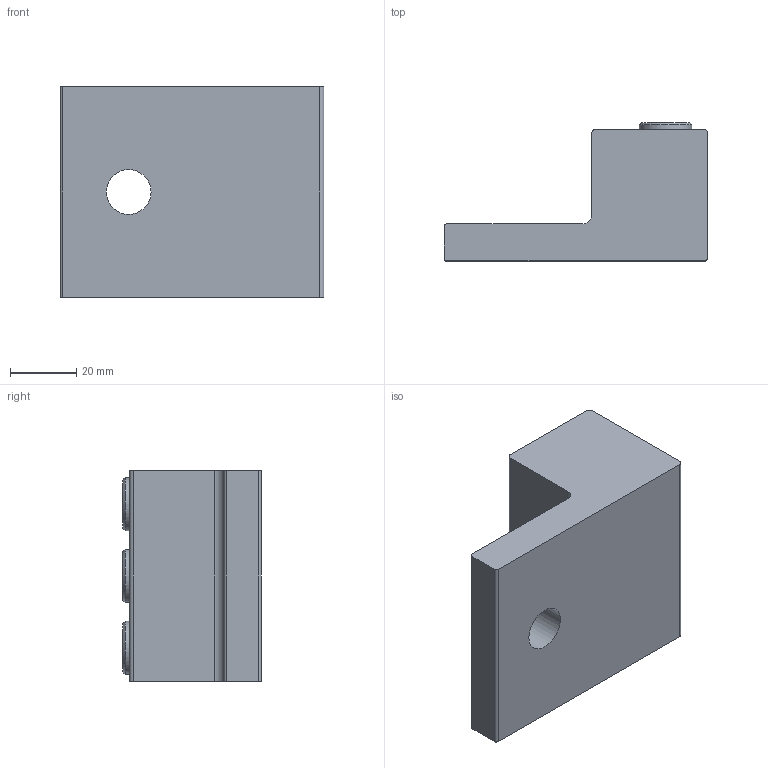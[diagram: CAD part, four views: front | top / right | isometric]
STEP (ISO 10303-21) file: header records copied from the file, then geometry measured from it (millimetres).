
FILE_DESCRIPTION(/* description */ (''),/* implementation_level */ '2;1');
FILE_NAME(/* name */ '3S250-53-81.stp',/* time_stamp */ '2020-07-23T15:48:19-04:00',/* author */ ('dmountain'),/* organization */ (''),/* preprocessor_version */ 'ST-DEVELOPER v17',/* originating_system */ 'Autodesk Inventor 2019',/* authorisation */ '');
FILE_SCHEMA (('AUTOMOTIVE_DESIGN { 1 0 10303 214 3 1 1 }'));
Length unit declared in the file: inch
Products named in the file (3): 3S250-53-81; 3S250-53-81_1; 14237
Assembly tree (4 placements, depth 2):
  3S250-53-81
    3S250-53-81_1
    14237  x3
Bounding box: 79.38 x 41.61 x 63.5 mm (x, y, z)
Volume: 104703 mm3; surface area: 28116.3 mm2
Topology: 4 solids, 4 shells, 81 faces, 202 edges, 135 vertices
Faces by surface type: plane 32, cone 24, cylinder 22, sphere 3
Full cylindrical faces by diameter (mm): 13.462 x1, 14.351 x3, 15.875 x6
Entity records: 1980 total; most frequent: CARTESIAN_POINT 540, DIRECTION 286, ORIENTED_EDGE 268, EDGE_CURVE 134, AXIS2_PLACEMENT_3D 115, VERTEX_POINT 93, EDGE_LOOP 73, LINE 56
